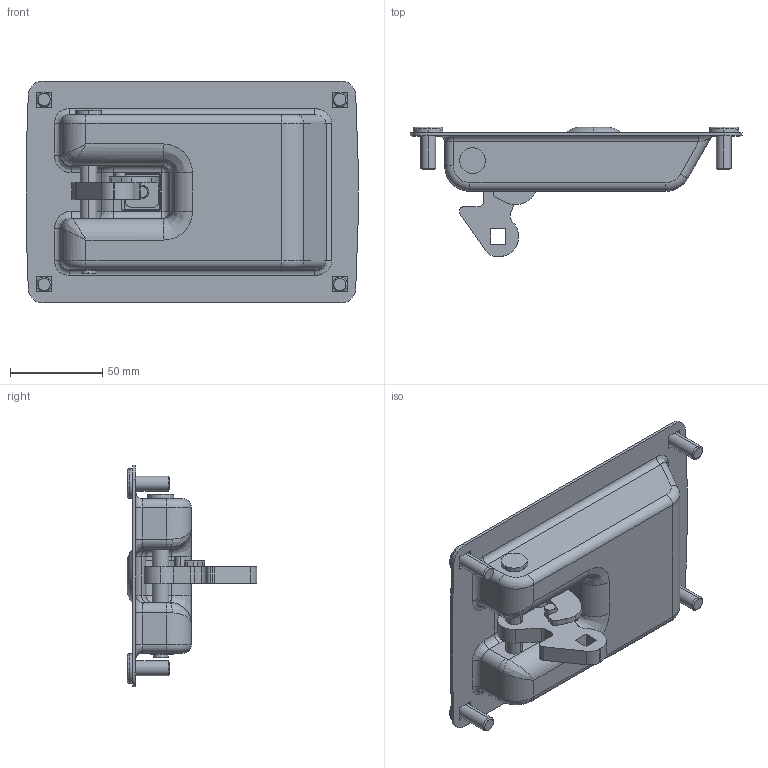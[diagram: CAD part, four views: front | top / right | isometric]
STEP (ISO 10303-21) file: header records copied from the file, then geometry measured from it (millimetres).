
FILE_DESCRIPTION (( 'STEP AP203' ), '1' );
FILE_NAME ('A-838-A-1.STEP', '2019-12-23T08:10:21', ( '' ), ( '' ), 'SwSTEP 2.0', 'SolidWorks 2014', '' );
FILE_SCHEMA (( 'CONFIG_CONTROL_DESIGN' ));
Length unit declared in the file: millimetre
Products named in the file (11): A-838-A-1_ストッパー_; A-838-A-1儘僢僋僾儗乕僩_; A-838-A-1_ハウジング_; A-838-A-1僟儈乕儘乕僞乕_; A-838-A-1_ハンドル_; A-838-A-1_フック_; A-838-A-1_C型止め輪__JIS B 2804 Shaft use 10; A-838-A-1僔儕儞僟乕働乕僗_; A-838-A-1_角根ボルト_; A-838-A-1_ヘッダーピン_; A-838-A-1
Assembly tree (13 placements, depth 2):
  A-838-A-1
    A-838-A-1_ハウジング_
    A-838-A-1_ハンドル_
    A-838-A-1_ストッパー_
    A-838-A-1_フック_
    A-838-A-1_ヘッダーピン_
    A-838-A-1_角根ボルト_  x4
    A-838-A-1_C型止め輪__JIS B 2804 Shaft use 10
    A-838-A-1僔儕儞僟乕働乕僗_
    A-838-A-1僟儈乕儘乕僞乕_
    A-838-A-1儘僢僋僾儗乕僩_
Bounding box: 179.69 x 70.1 x 120 mm (x, y, z)
Volume: 110137.3 mm3; surface area: 115831.1 mm2
Topology: 13 solids, 13 shells, 478 faces, 1181 edges, 746 vertices
Faces by surface type: cylinder 212, plane 192, torus 42, bspline 16, cone 16
Entity records: 16683 total; most frequent: CARTESIAN_POINT 4469, DIRECTION 2413, ORIENTED_EDGE 2230, EDGE_CURVE 1115, AXIS2_PLACEMENT_3D 901, VERTEX_POINT 710, LINE 611, VECTOR 611
